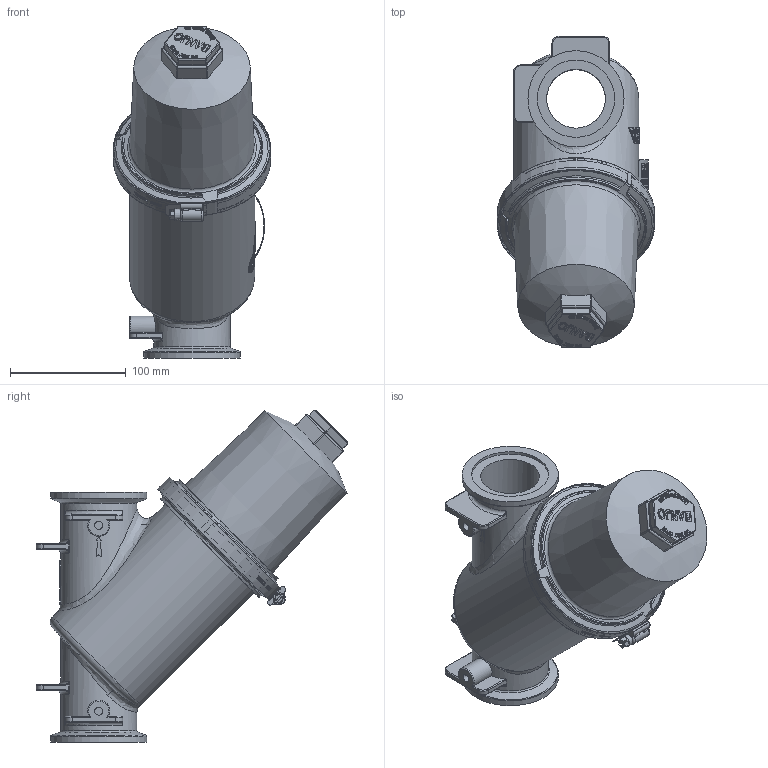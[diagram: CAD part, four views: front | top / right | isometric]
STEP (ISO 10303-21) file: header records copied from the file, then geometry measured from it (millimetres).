
FILE_DESCRIPTION(/* description */ ('2" FP Y - LINE STRAINER'),/* implementation_level */ '2;1');
FILE_NAME(/* name */ 'MLS220BC.stp',/* time_stamp */ '2020-05-11T13:17:49-04:00',/* author */ (''),/* organization */ (''),/* preprocessor_version */ 'ST-DEVELOPER v17.2',/* originating_system */ 'Autodesk Inventor 2019',/* authorisation */ '');
FILE_SCHEMA (('AUTOMOTIVE_DESIGN { 1 0 10303 214 3 1 1 }'));
Length unit declared in the file: inch
Products named in the file (10): MLS220BC; MLS220B; MLS220B_1; LST100-D; MLS220R; MLS220G; MLS220C; MLS220CX; LSQ200-R; LSQ200-PL
Assembly tree (9 placements, depth 3):
  MLS220BC
    MLS220B
      MLS220B_1
      LST100-D
    MLS220R
    MLS220G
    MLS220C
      MLS220CX
      LSQ200-R
      LSQ200-PL
Bounding box: 135.81 x 269.47 x 287 mm (x, y, z)
Volume: 1148319.4 mm3; surface area: 321805.6 mm2
Topology: 7 solids, 7 shells, 3002 faces, 8020 edges, 5304 vertices
Faces by surface type: plane 1450, bspline 996, cylinder 427, torus 68, cone 39, sphere 22
Full cylindrical faces by diameter (mm): 6.985 x2, 19.05 x1, 29.591 x1, 33.401 x1, 50.8 x2, 66.04 x2, 66.802 x2, 67.818 x1, 72.898 x1, 83.058 x2, 93.472 x1, 107.696 x1, 107.95 x2, 108.204 x1, 128.778 x1, 129.032 x1, 135.128 x1
Entity records: 237001 total; most frequent: CARTESIAN_POINT 167224, ORIENTED_EDGE 16028, DIRECTION 10662, EDGE_CURVE 8014, VERTEX_POINT 5305, LINE 3616, VECTOR 3616, AXIS2_PLACEMENT_3D 3523
